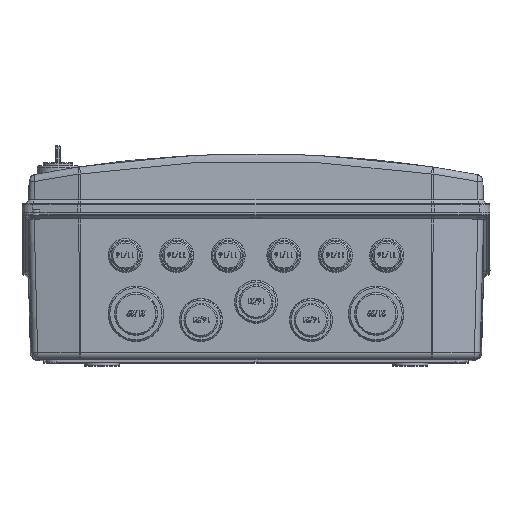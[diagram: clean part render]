
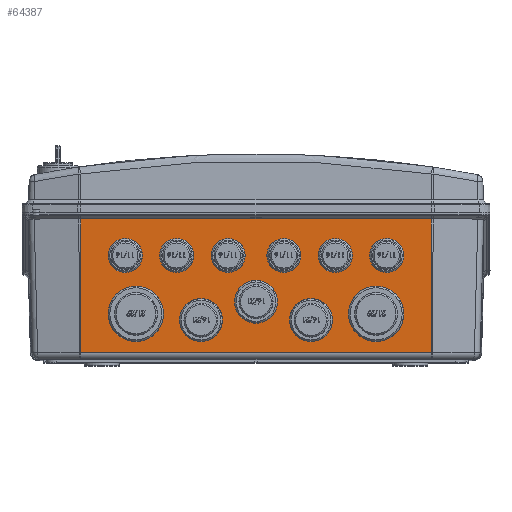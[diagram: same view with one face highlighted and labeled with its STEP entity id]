
A CAD part, top view. The second image highlights one B-rep face of the part: STEP entity #64387.
In plain terms, the highlighted planar face has unit normal (0, -0.026, 1).
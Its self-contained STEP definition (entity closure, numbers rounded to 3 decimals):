
#915=CIRCLE('',#68564,14.622);
#916=CIRCLE('',#68565,18.872);
#917=CIRCLE('',#68566,18.872);
#918=CIRCLE('',#68567,11.622);
#919=CIRCLE('',#68568,11.622);
#920=CIRCLE('',#68569,11.622);
#921=CIRCLE('',#68570,11.622);
#922=CIRCLE('',#68571,11.622);
#923=CIRCLE('',#68572,11.622);
#924=CIRCLE('',#68573,14.622);
#925=CIRCLE('',#68574,14.622);
#7078=ORIENTED_EDGE('',*,*,#26521,.F.);
#7079=ORIENTED_EDGE('',*,*,#26522,.T.);
#7080=ORIENTED_EDGE('',*,*,#26523,.F.);
#7081=ORIENTED_EDGE('',*,*,#26524,.T.);
#7082=ORIENTED_EDGE('',*,*,#26525,.T.);
#7083=ORIENTED_EDGE('',*,*,#26526,.T.);
#7084=ORIENTED_EDGE('',*,*,#26527,.T.);
#7085=ORIENTED_EDGE('',*,*,#26528,.T.);
#7086=ORIENTED_EDGE('',*,*,#26529,.F.);
#7087=ORIENTED_EDGE('',*,*,#26530,.F.);
#7088=ORIENTED_EDGE('',*,*,#26531,.F.);
#7089=ORIENTED_EDGE('',*,*,#26532,.T.);
#7090=ORIENTED_EDGE('',*,*,#26533,.T.);
#7091=ORIENTED_EDGE('',*,*,#26534,.F.);
#7092=ORIENTED_EDGE('',*,*,#26535,.T.);
#26521=EDGE_CURVE('',#36226,#36226,#915,.T.);
#26522=EDGE_CURVE('',#36227,#36227,#916,.T.);
#26523=EDGE_CURVE('',#36228,#36228,#917,.T.);
#26524=EDGE_CURVE('',#36229,#36229,#918,.T.);
#26525=EDGE_CURVE('',#36230,#36231,#42238,.T.);
#26526=EDGE_CURVE('',#36231,#36232,#42239,.T.);
#26527=EDGE_CURVE('',#36232,#36233,#42240,.T.);
#26528=EDGE_CURVE('',#36233,#36230,#42241,.T.);
#26529=EDGE_CURVE('',#36234,#36234,#919,.T.);
#26530=EDGE_CURVE('',#36235,#36235,#920,.T.);
#26531=EDGE_CURVE('',#36236,#36236,#921,.T.);
#26532=EDGE_CURVE('',#36237,#36237,#922,.T.);
#26533=EDGE_CURVE('',#36238,#36238,#923,.T.);
#26534=EDGE_CURVE('',#36239,#36239,#924,.T.);
#26535=EDGE_CURVE('',#36240,#36240,#925,.T.);
#36226=VERTEX_POINT('',#92476);
#36227=VERTEX_POINT('',#92478);
#36228=VERTEX_POINT('',#92480);
#36229=VERTEX_POINT('',#92482);
#36230=VERTEX_POINT('',#92484);
#36231=VERTEX_POINT('',#92485);
#36232=VERTEX_POINT('',#92487);
#36233=VERTEX_POINT('',#92489);
#36234=VERTEX_POINT('',#92492);
#36235=VERTEX_POINT('',#92494);
#36236=VERTEX_POINT('',#92496);
#36237=VERTEX_POINT('',#92498);
#36238=VERTEX_POINT('',#92500);
#36239=VERTEX_POINT('',#92502);
#36240=VERTEX_POINT('',#92504);
#42238=LINE('',#92483,#48113);
#42239=LINE('',#92486,#48114);
#42240=LINE('',#92488,#48115);
#42241=LINE('',#92490,#48116);
#48113=VECTOR('',#74496,1000.);
#48114=VECTOR('',#74497,1000.);
#48115=VECTOR('',#74498,1000.);
#48116=VECTOR('',#74499,1000.);
#53181=EDGE_LOOP('',(#7078));
#53182=EDGE_LOOP('',(#7079));
#53183=EDGE_LOOP('',(#7080));
#53184=EDGE_LOOP('',(#7081));
#53185=EDGE_LOOP('',(#7082,#7083,#7084,#7085));
#53186=EDGE_LOOP('',(#7086));
#53187=EDGE_LOOP('',(#7087));
#53188=EDGE_LOOP('',(#7088));
#53189=EDGE_LOOP('',(#7089));
#53190=EDGE_LOOP('',(#7090));
#53191=EDGE_LOOP('',(#7091));
#53192=EDGE_LOOP('',(#7092));
#57683=FACE_BOUND('',#53181,.T.);
#57684=FACE_BOUND('',#53182,.T.);
#57685=FACE_BOUND('',#53183,.T.);
#57686=FACE_BOUND('',#53184,.T.);
#57687=FACE_BOUND('',#53185,.T.);
#57688=FACE_BOUND('',#53186,.T.);
#57689=FACE_BOUND('',#53187,.T.);
#57690=FACE_BOUND('',#53188,.T.);
#57691=FACE_BOUND('',#53189,.T.);
#57692=FACE_BOUND('',#53190,.T.);
#57693=FACE_BOUND('',#53191,.T.);
#57694=FACE_BOUND('',#53192,.T.);
#62012=PLANE('',#68563);
#64387=ADVANCED_FACE('',(#57683,#57684,#57685,#57686,#57687,#57688,#57689,
#57690,#57691,#57692,#57693,#57694),#62012,.T.);
#68563=AXIS2_PLACEMENT_3D('',#92474,#74486,#74487);
#68564=AXIS2_PLACEMENT_3D('',#92475,#74488,#74489);
#68565=AXIS2_PLACEMENT_3D('',#92477,#74490,#74491);
#68566=AXIS2_PLACEMENT_3D('',#92479,#74492,#74493);
#68567=AXIS2_PLACEMENT_3D('',#92481,#74494,#74495);
#68568=AXIS2_PLACEMENT_3D('',#92491,#74500,#74501);
#68569=AXIS2_PLACEMENT_3D('',#92493,#74502,#74503);
#68570=AXIS2_PLACEMENT_3D('',#92495,#74504,#74505);
#68571=AXIS2_PLACEMENT_3D('',#92497,#74506,#74507);
#68572=AXIS2_PLACEMENT_3D('',#92499,#74508,#74509);
#68573=AXIS2_PLACEMENT_3D('',#92501,#74510,#74511);
#68574=AXIS2_PLACEMENT_3D('',#92503,#74512,#74513);
#74486=DIRECTION('',(0.,-0.026,1.));
#74487=DIRECTION('',(0.,-1.,-0.026));
#74488=DIRECTION('',(0.,-0.026,1.));
#74489=DIRECTION('',(0.,-1.,-0.026));
#74490=DIRECTION('',(0.,0.026,-1.));
#74491=DIRECTION('',(0.,-1.,-0.026));
#74492=DIRECTION('',(0.,-0.026,1.));
#74493=DIRECTION('',(0.,-1.,-0.026));
#74494=DIRECTION('',(0.,0.026,-1.));
#74495=DIRECTION('',(0.,-1.,-0.026));
#74496=DIRECTION('',(0.003,1.,0.026));
#74497=DIRECTION('',(-1.,0.,0.));
#74498=DIRECTION('',(0.003,-1.,-0.026));
#74499=DIRECTION('',(1.,0.,0.));
#74500=DIRECTION('',(0.,-0.026,1.));
#74501=DIRECTION('',(0.,-1.,-0.026));
#74502=DIRECTION('',(0.,-0.026,1.));
#74503=DIRECTION('',(0.,-1.,-0.026));
#74504=DIRECTION('',(0.,-0.026,1.));
#74505=DIRECTION('',(0.,-1.,-0.026));
#74506=DIRECTION('',(0.,0.026,-1.));
#74507=DIRECTION('',(0.,-1.,-0.026));
#74508=DIRECTION('',(0.,0.026,-1.));
#74509=DIRECTION('',(0.,-1.,-0.026));
#74510=DIRECTION('',(0.,-0.026,1.));
#74511=DIRECTION('',(0.,-1.,-0.026));
#74512=DIRECTION('',(0.,0.026,-1.));
#74513=DIRECTION('',(0.,-1.,-0.026));
#92474=CARTESIAN_POINT('',(0.,100.,187.5));
#92475=CARTESIAN_POINT('',(0.,39.357,185.912));
#92476=CARTESIAN_POINT('',(0.,24.74,185.529));
#92477=CARTESIAN_POINT('',(81.75,31.11,185.696));
#92478=CARTESIAN_POINT('',(81.75,12.244,185.202));
#92479=CARTESIAN_POINT('',(-81.75,31.11,185.696));
#92480=CARTESIAN_POINT('',(-81.75,12.244,185.202));
#92481=CARTESIAN_POINT('',(54.,70.846,186.737));
#92482=CARTESIAN_POINT('',(54.,59.228,186.432));
#92483=CARTESIAN_POINT('',(119.431,100.002,187.5));
#92484=CARTESIAN_POINT('',(119.147,4.869,185.009));
#92485=CARTESIAN_POINT('',(119.418,95.7,187.387));
#92486=CARTESIAN_POINT('',(0.,95.7,187.387));
#92487=CARTESIAN_POINT('',(-119.418,95.7,187.387));
#92488=CARTESIAN_POINT('',(-119.429,99.644,187.491));
#92489=CARTESIAN_POINT('',(-119.147,4.869,185.009));
#92490=CARTESIAN_POINT('',(119.702,4.869,185.009));
#92491=CARTESIAN_POINT('',(-19.,70.846,186.737));
#92492=CARTESIAN_POINT('',(-19.,59.228,186.432));
#92493=CARTESIAN_POINT('',(-54.,70.846,186.737));
#92494=CARTESIAN_POINT('',(-54.,59.228,186.432));
#92495=CARTESIAN_POINT('',(-89.,70.846,186.737));
#92496=CARTESIAN_POINT('',(-89.,59.228,186.432));
#92497=CARTESIAN_POINT('',(19.,70.846,186.737));
#92498=CARTESIAN_POINT('',(19.,59.228,186.432));
#92499=CARTESIAN_POINT('',(89.,70.846,186.737));
#92500=CARTESIAN_POINT('',(89.,59.228,186.432));
#92501=CARTESIAN_POINT('',(-37.5,26.862,185.585));
#92502=CARTESIAN_POINT('',(-37.5,12.244,185.202));
#92503=CARTESIAN_POINT('',(37.5,26.862,185.585));
#92504=CARTESIAN_POINT('',(37.5,12.244,185.202));
